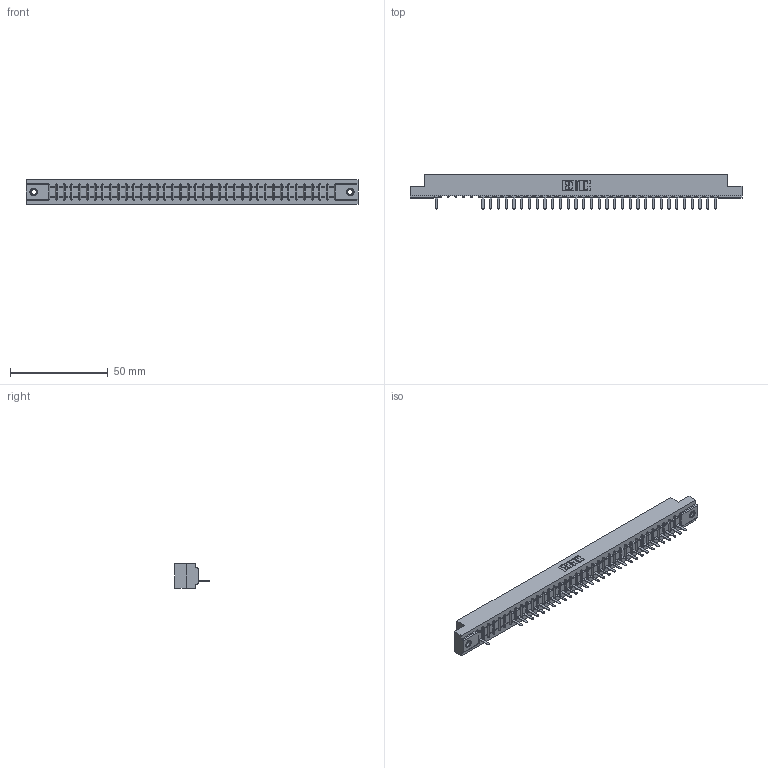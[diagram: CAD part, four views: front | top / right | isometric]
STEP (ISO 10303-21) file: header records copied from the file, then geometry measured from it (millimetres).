
FILE_DESCRIPTION (( 'STEP AP203' ), '1' );
FILE_NAME ('357-037-521-107.STEP', '2018-08-10T07:49:06', ( '' ), ( '' ), 'SwSTEP 2.0', 'SolidWorks 2016', '' );
FILE_SCHEMA (( 'CONFIG_CONTROL_DESIGN' ));
Length unit declared in the file: inch
Products named in the file (4): 345-250-001_345-250-005-103; 357-037-521-107; 307 Part_.156 Dia Mounting Holes; 307-290-002_521
Assembly tree (35 placements, depth 2):
  357-037-521-107
    307 Part_.156 Dia Mounting Holes
    307-290-002_521  x32
    345-250-001_345-250-005-103  x2
Bounding box: 169.62 x 17.42 x 12.7 mm (x, y, z)
Volume: 17958 mm3; surface area: 21581.3 mm2
Topology: 35 solids, 35 shells, 2684 faces, 8203 edges, 5358 vertices
Faces by surface type: plane 1602, cylinder 990, sphere 76, cone 12, torus 4
Entity records: 34079 total; most frequent: CARTESIAN_POINT 5750, ORIENTED_EDGE 5738, DIRECTION 5593, EDGE_CURVE 2869, LINE 2195, VECTOR 2195, VERTEX_POINT 1856, AXIS2_PLACEMENT_3D 1699
